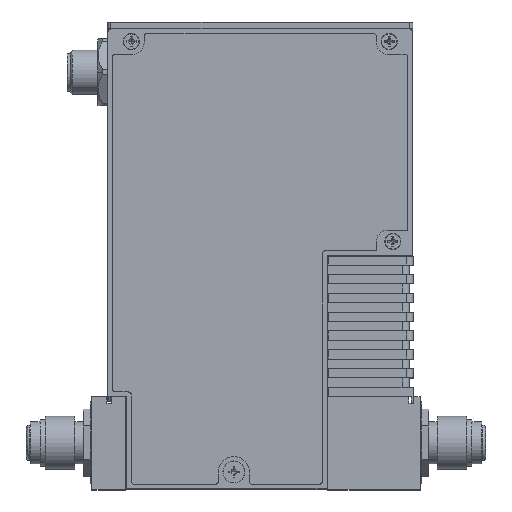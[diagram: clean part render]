
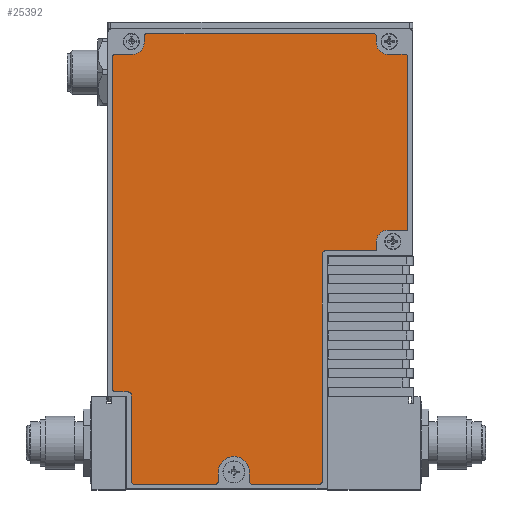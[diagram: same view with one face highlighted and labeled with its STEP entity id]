
A CAD part, top view. The second image highlights one B-rep face of the part: STEP entity #25392.
In plain terms, the highlighted planar face has unit normal (0, 0, 1).
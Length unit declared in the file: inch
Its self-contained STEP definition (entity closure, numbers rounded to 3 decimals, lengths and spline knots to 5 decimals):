
#24669=CARTESIAN_POINT('',(2.262,2.448,0.004));
#24670=DIRECTION('',(0.,0.,-1.));
#24671=DIRECTION('',(-1.,0.,0.));
#24672=AXIS2_PLACEMENT_3D('',#24669,#24670,#24671);
#24691=DIRECTION('',(0.,1.,0.));
#24692=VECTOR('',#24691,2.418);
#24693=CARTESIAN_POINT('',(2.23,0.03,0.004));
#24694=LINE('',#24693,#24692);
#24727=DIRECTION('',(-1.,0.,0.));
#24728=VECTOR('',#24727,0.215);
#24729=CARTESIAN_POINT('',(3.14,2.7,0.004));
#24730=LINE('',#24729,#24728);
#24731=CARTESIAN_POINT('',(2.925,2.58,0.004));
#24732=DIRECTION('',(0.,0.,1.));
#24733=DIRECTION('',(0.,1.,0.));
#24734=AXIS2_PLACEMENT_3D('',#24731,#24732,#24733);
#24736=DIRECTION('',(0.,-1.,0.));
#24737=VECTOR('',#24736,0.1);
#24738=CARTESIAN_POINT('',(2.805,2.58,0.004));
#24739=LINE('',#24738,#24737);
#24740=DIRECTION('',(-1.,0.,0.));
#24741=VECTOR('',#24740,0.543);
#24742=CARTESIAN_POINT('',(2.805,2.48,0.004));
#24743=LINE('',#24742,#24741);
#24744=CARTESIAN_POINT('',(2.2,0.03,0.004));
#24745=DIRECTION('',(0.,0.,1.));
#24746=DIRECTION('',(0.,-1.,0.));
#24747=AXIS2_PLACEMENT_3D('',#24744,#24745,#24746);
#24749=DIRECTION('',(1.,0.,0.));
#24750=VECTOR('',#24749,0.715);
#24751=CARTESIAN_POINT('',(1.485,0.,0.004));
#24752=LINE('',#24751,#24750);
#24753=CARTESIAN_POINT('',(1.485,0.03,0.004));
#24754=DIRECTION('',(0.,0.,1.));
#24755=DIRECTION('',(-1.,0.,0.));
#24756=AXIS2_PLACEMENT_3D('',#24753,#24754,#24755);
#24758=DIRECTION('',(0.,1.,0.));
#24759=VECTOR('',#24758,0.1);
#24760=CARTESIAN_POINT('',(1.455,0.03,0.004));
#24761=LINE('',#24760,#24759);
#24762=CARTESIAN_POINT('',(1.29,0.13,0.004));
#24763=DIRECTION('',(0.,0.,1.));
#24764=DIRECTION('',(1.,0.,0.));
#24765=AXIS2_PLACEMENT_3D('',#24762,#24763,#24764);
#24767=DIRECTION('',(0.,1.,0.));
#24768=VECTOR('',#24767,0.1);
#24769=CARTESIAN_POINT('',(1.125,0.03,0.004));
#24770=LINE('',#24769,#24768);
#24771=CARTESIAN_POINT('',(1.095,0.03,0.004));
#24772=DIRECTION('',(0.,0.,1.));
#24773=DIRECTION('',(0.,-1.,0.));
#24774=AXIS2_PLACEMENT_3D('',#24771,#24772,#24773);
#24776=DIRECTION('',(1.,0.,0.));
#24777=VECTOR('',#24776,0.865);
#24778=CARTESIAN_POINT('',(0.23,0.,0.004));
#24779=LINE('',#24778,#24777);
#24780=CARTESIAN_POINT('',(0.23,0.03,0.004));
#24781=DIRECTION('',(0.,0.,1.));
#24782=DIRECTION('',(-1.,0.,0.));
#24783=AXIS2_PLACEMENT_3D('',#24780,#24781,#24782);
#24785=DIRECTION('',(0.,-1.,0.));
#24786=VECTOR('',#24785,0.918);
#24787=CARTESIAN_POINT('',(0.2,0.948,0.004));
#24788=LINE('',#24787,#24786);
#24789=DIRECTION('',(1.,0.,0.));
#24790=VECTOR('',#24789,0.138);
#24791=CARTESIAN_POINT('',(0.03,0.98,0.004));
#24792=LINE('',#24791,#24790);
#24793=CARTESIAN_POINT('',(0.03,1.01,0.004));
#24794=DIRECTION('',(0.,0.,1.));
#24795=DIRECTION('',(-1.,0.,0.));
#24796=AXIS2_PLACEMENT_3D('',#24793,#24794,#24795);
#24798=DIRECTION('',(0.,-1.,0.));
#24799=VECTOR('',#24798,3.53);
#24800=CARTESIAN_POINT('',(0.,4.54,0.004));
#24801=LINE('',#24800,#24799);
#24802=CARTESIAN_POINT('',(0.03,4.54,0.004));
#24803=DIRECTION('',(0.,0.,1.));
#24804=DIRECTION('',(0.,1.,0.));
#24805=AXIS2_PLACEMENT_3D('',#24802,#24803,#24804);
#24807=DIRECTION('',(1.,0.,0.));
#24808=VECTOR('',#24807,0.185);
#24809=CARTESIAN_POINT('',(0.03,4.57,0.004));
#24810=LINE('',#24809,#24808);
#24811=CARTESIAN_POINT('',(0.215,4.69,0.004));
#24812=DIRECTION('',(0.,0.,1.));
#24813=DIRECTION('',(0.,-1.,0.));
#24814=AXIS2_PLACEMENT_3D('',#24811,#24812,#24813);
#24816=DIRECTION('',(0.,-1.,0.));
#24817=VECTOR('',#24816,0.07);
#24818=CARTESIAN_POINT('',(0.335,4.76,0.004));
#24819=LINE('',#24818,#24817);
#24820=CARTESIAN_POINT('',(0.365,4.76,0.004));
#24821=DIRECTION('',(0.,0.,1.));
#24822=DIRECTION('',(0.,1.,0.));
#24823=AXIS2_PLACEMENT_3D('',#24820,#24821,#24822);
#24825=DIRECTION('',(-1.,0.,0.));
#24826=VECTOR('',#24825,2.41);
#24827=CARTESIAN_POINT('',(2.775,4.79,0.004));
#24828=LINE('',#24827,#24826);
#24829=CARTESIAN_POINT('',(2.775,4.76,0.004));
#24830=DIRECTION('',(0.,0.,1.));
#24831=DIRECTION('',(1.,0.,0.));
#24832=AXIS2_PLACEMENT_3D('',#24829,#24830,#24831);
#24834=DIRECTION('',(0.,-1.,0.));
#24835=VECTOR('',#24834,0.07);
#24836=CARTESIAN_POINT('',(2.805,4.76,0.004));
#24837=LINE('',#24836,#24835);
#24838=CARTESIAN_POINT('',(2.925,4.69,0.004));
#24839=DIRECTION('',(0.,0.,1.));
#24840=DIRECTION('',(-1.,0.,0.));
#24841=AXIS2_PLACEMENT_3D('',#24838,#24839,#24840);
#24843=DIRECTION('',(-1.,0.,0.));
#24844=VECTOR('',#24843,0.185);
#24845=CARTESIAN_POINT('',(3.11,4.57,0.004));
#24846=LINE('',#24845,#24844);
#24847=CARTESIAN_POINT('',(3.11,4.54,0.004));
#24848=DIRECTION('',(0.,0.,1.));
#24849=DIRECTION('',(1.,0.,0.));
#24850=AXIS2_PLACEMENT_3D('',#24847,#24848,#24849);
#24852=DIRECTION('',(0.,1.,0.));
#24853=VECTOR('',#24852,1.84);
#24854=CARTESIAN_POINT('',(3.14,2.7,0.004));
#24855=LINE('',#24854,#24853);
#24869=CARTESIAN_POINT('',(0.168,0.948,0.004));
#24870=DIRECTION('',(0.,0.,-1.));
#24871=DIRECTION('',(0.,1.,0.));
#24872=AXIS2_PLACEMENT_3D('',#24869,#24870,#24871);
#24950=CARTESIAN_POINT('',(0.215,4.57,0.004));
#24951=CARTESIAN_POINT('',(0.335,4.69,0.004));
#24952=VERTEX_POINT('',#24950);
#24953=VERTEX_POINT('',#24951);
#24954=CARTESIAN_POINT('',(2.805,4.69,0.004));
#24955=CARTESIAN_POINT('',(2.925,4.57,0.004));
#24956=VERTEX_POINT('',#24954);
#24957=VERTEX_POINT('',#24955);
#24958=CARTESIAN_POINT('',(1.455,0.13,0.004));
#24959=CARTESIAN_POINT('',(1.125,0.13,0.004));
#24960=VERTEX_POINT('',#24958);
#24961=VERTEX_POINT('',#24959);
#24963=CARTESIAN_POINT('',(0.335,4.76,0.004));
#24965=VERTEX_POINT('',#24963);
#24968=CARTESIAN_POINT('',(0.365,4.79,0.004));
#24969=VERTEX_POINT('',#24968);
#24970=CARTESIAN_POINT('',(0.03,4.57,0.004));
#24972=VERTEX_POINT('',#24970);
#24974=CARTESIAN_POINT('',(0.,4.54,0.004));
#24975=VERTEX_POINT('',#24974);
#24978=CARTESIAN_POINT('',(2.805,4.76,0.004));
#24980=VERTEX_POINT('',#24978);
#24982=CARTESIAN_POINT('',(2.775,4.79,0.004));
#24983=VERTEX_POINT('',#24982);
#24987=CARTESIAN_POINT('',(3.11,4.57,0.004));
#24989=VERTEX_POINT('',#24987);
#24992=CARTESIAN_POINT('',(3.14,4.54,0.004));
#24993=VERTEX_POINT('',#24992);
#24994=CARTESIAN_POINT('',(2.2,0.,0.004));
#24996=VERTEX_POINT('',#24994);
#24998=CARTESIAN_POINT('',(2.23,0.03,0.004));
#24999=VERTEX_POINT('',#24998);
#25002=CARTESIAN_POINT('',(1.455,0.03,0.004));
#25004=VERTEX_POINT('',#25002);
#25006=CARTESIAN_POINT('',(1.485,0.,0.004));
#25007=VERTEX_POINT('',#25006);
#25011=CARTESIAN_POINT('',(1.125,0.03,0.004));
#25013=VERTEX_POINT('',#25011);
#25016=CARTESIAN_POINT('',(1.095,0.,0.004));
#25017=VERTEX_POINT('',#25016);
#25018=CARTESIAN_POINT('',(0.2,0.03,0.004));
#25020=VERTEX_POINT('',#25018);
#25022=CARTESIAN_POINT('',(0.23,0.,0.004));
#25023=VERTEX_POINT('',#25022);
#25026=CARTESIAN_POINT('',(0.,1.01,0.004));
#25028=VERTEX_POINT('',#25026);
#25030=CARTESIAN_POINT('',(0.03,0.98,0.004));
#25031=VERTEX_POINT('',#25030);
#25034=CARTESIAN_POINT('',(2.23,2.448,0.004));
#25036=VERTEX_POINT('',#25034);
#25038=CARTESIAN_POINT('',(2.262,2.48,0.004));
#25040=VERTEX_POINT('',#25038);
#25043=CARTESIAN_POINT('',(0.2,0.948,0.004));
#25045=VERTEX_POINT('',#25043);
#25047=CARTESIAN_POINT('',(0.168,0.98,0.004));
#25049=VERTEX_POINT('',#25047);
#25058=CARTESIAN_POINT('',(3.14,2.7,0.004));
#25059=CARTESIAN_POINT('',(2.925,2.7,0.004));
#25060=VERTEX_POINT('',#25058);
#25061=VERTEX_POINT('',#25059);
#25062=CARTESIAN_POINT('',(2.805,2.58,0.004));
#25063=VERTEX_POINT('',#25062);
#25064=CARTESIAN_POINT('',(2.805,2.48,0.004));
#25065=VERTEX_POINT('',#25064);
#25335=CARTESIAN_POINT('',(0.,0.,0.004));
#25336=DIRECTION('',(0.,0.,1.));
#25337=DIRECTION('',(1.,0.,0.));
#25338=AXIS2_PLACEMENT_3D('',#25335,#25336,#25337);
#25339=PLANE('',#25338);
#25340=ORIENTED_EDGE('',*,*,#25146,.T.);
#25341=ORIENTED_EDGE('',*,*,#25161,.T.);
#25342=ORIENTED_EDGE('',*,*,#25175,.T.);
#25343=ORIENTED_EDGE('',*,*,#25190,.T.);
#25344=ORIENTED_EDGE('',*,*,#25202,.F.);
#25345=ORIENTED_EDGE('',*,*,#25218,.F.);
#25346=ORIENTED_EDGE('',*,*,#25230,.F.);
#25347=ORIENTED_EDGE('',*,*,#25246,.F.);
#25348=ORIENTED_EDGE('',*,*,#25273,.F.);
#25349=ORIENTED_EDGE('',*,*,#25289,.T.);
#25350=ORIENTED_EDGE('',*,*,#25302,.T.);
#25351=ORIENTED_EDGE('',*,*,#25315,.F.);
#25352=ORIENTED_EDGE('',*,*,#25330,.F.);
#25353=ORIENTED_EDGE('',*,*,#25261,.F.);
#25355=ORIENTED_EDGE('',*,*,#25354,.F.);
#25357=ORIENTED_EDGE('',*,*,#25356,.F.);
#25359=ORIENTED_EDGE('',*,*,#25358,.F.);
#25361=ORIENTED_EDGE('',*,*,#25360,.F.);
#25363=ORIENTED_EDGE('',*,*,#25362,.F.);
#25365=ORIENTED_EDGE('',*,*,#25364,.F.);
#25367=ORIENTED_EDGE('',*,*,#25366,.F.);
#25369=ORIENTED_EDGE('',*,*,#25368,.T.);
#25371=ORIENTED_EDGE('',*,*,#25370,.T.);
#25373=ORIENTED_EDGE('',*,*,#25372,.F.);
#25375=ORIENTED_EDGE('',*,*,#25374,.F.);
#25377=ORIENTED_EDGE('',*,*,#25376,.F.);
#25379=ORIENTED_EDGE('',*,*,#25378,.F.);
#25381=ORIENTED_EDGE('',*,*,#25380,.T.);
#25383=ORIENTED_EDGE('',*,*,#25382,.T.);
#25385=ORIENTED_EDGE('',*,*,#25384,.F.);
#25387=ORIENTED_EDGE('',*,*,#25386,.F.);
#25389=ORIENTED_EDGE('',*,*,#25388,.F.);
#25390=EDGE_LOOP('',(#25340,#25341,#25342,#25343,#25344,#25345,#25346,#25347,
#25348,#25349,#25350,#25351,#25352,#25353,#25355,#25357,#25359,#25361,#25363,
#25365,#25367,#25369,#25371,#25373,#25375,#25377,#25379,#25381,#25383,#25385,
#25387,#25389));
#25391=FACE_OUTER_BOUND('',#25390,.F.);
#25392=ADVANCED_FACE('',(#25391),#25339,.T.);
#24673=CIRCLE('',#24672,0.032);
#24735=CIRCLE('',#24734,0.12);
#24748=CIRCLE('',#24747,0.03);
#24757=CIRCLE('',#24756,0.03);
#24766=CIRCLE('',#24765,0.165);
#24775=CIRCLE('',#24774,0.03);
#24784=CIRCLE('',#24783,0.03);
#24797=CIRCLE('',#24796,0.03);
#24806=CIRCLE('',#24805,0.03);
#24815=CIRCLE('',#24814,0.12);
#24824=CIRCLE('',#24823,0.03);
#24833=CIRCLE('',#24832,0.03);
#24842=CIRCLE('',#24841,0.12);
#24851=CIRCLE('',#24850,0.03);
#24873=CIRCLE('',#24872,0.032);
#25146=EDGE_CURVE('',#25060,#25061,#24730,.T.);
#25161=EDGE_CURVE('',#25061,#25063,#24735,.T.);
#25175=EDGE_CURVE('',#25063,#25065,#24739,.T.);
#25190=EDGE_CURVE('',#25065,#25040,#24743,.T.);
#25202=EDGE_CURVE('',#25036,#25040,#24673,.T.);
#25218=EDGE_CURVE('',#24999,#25036,#24694,.T.);
#25230=EDGE_CURVE('',#24996,#24999,#24748,.T.);
#25246=EDGE_CURVE('',#25007,#24996,#24752,.T.);
#25261=EDGE_CURVE('',#25023,#25017,#24779,.T.);
#25273=EDGE_CURVE('',#25004,#25007,#24757,.T.);
#25289=EDGE_CURVE('',#25004,#24960,#24761,.T.);
#25302=EDGE_CURVE('',#24960,#24961,#24766,.T.);
#25315=EDGE_CURVE('',#25013,#24961,#24770,.T.);
#25330=EDGE_CURVE('',#25017,#25013,#24775,.T.);
#25354=EDGE_CURVE('',#25020,#25023,#24784,.T.);
#25356=EDGE_CURVE('',#25045,#25020,#24788,.T.);
#25358=EDGE_CURVE('',#25049,#25045,#24873,.T.);
#25360=EDGE_CURVE('',#25031,#25049,#24792,.T.);
#25362=EDGE_CURVE('',#25028,#25031,#24797,.T.);
#25364=EDGE_CURVE('',#24975,#25028,#24801,.T.);
#25366=EDGE_CURVE('',#24972,#24975,#24806,.T.);
#25368=EDGE_CURVE('',#24972,#24952,#24810,.T.);
#25370=EDGE_CURVE('',#24952,#24953,#24815,.T.);
#25372=EDGE_CURVE('',#24965,#24953,#24819,.T.);
#25374=EDGE_CURVE('',#24969,#24965,#24824,.T.);
#25376=EDGE_CURVE('',#24983,#24969,#24828,.T.);
#25378=EDGE_CURVE('',#24980,#24983,#24833,.T.);
#25380=EDGE_CURVE('',#24980,#24956,#24837,.T.);
#25382=EDGE_CURVE('',#24956,#24957,#24842,.T.);
#25384=EDGE_CURVE('',#24989,#24957,#24846,.T.);
#25386=EDGE_CURVE('',#24993,#24989,#24851,.T.);
#25388=EDGE_CURVE('',#25060,#24993,#24855,.T.);
